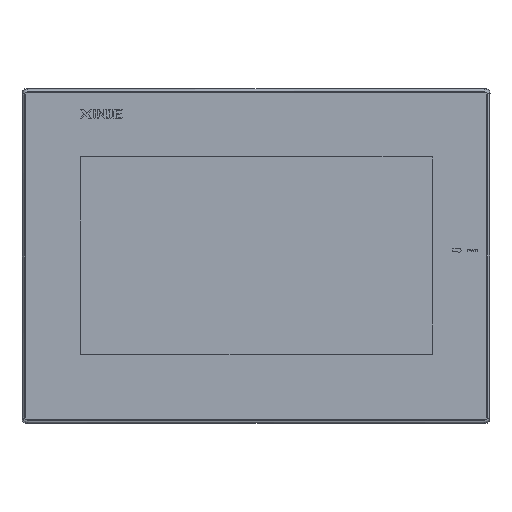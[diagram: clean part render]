
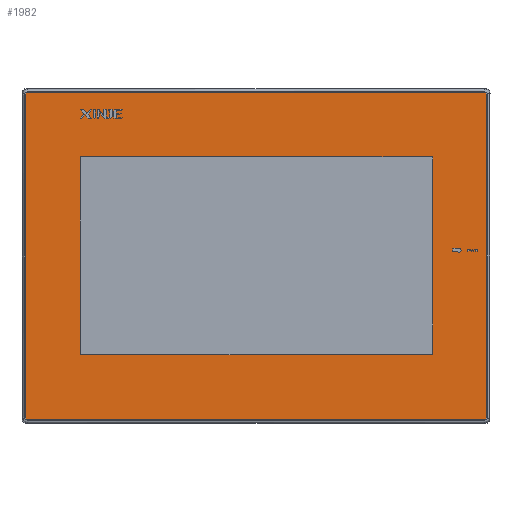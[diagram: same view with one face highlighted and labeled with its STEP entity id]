
A CAD part, front view. The second image highlights one B-rep face of the part: STEP entity #1982.
In plain terms, the highlighted planar face has unit normal (0, -1, 0).
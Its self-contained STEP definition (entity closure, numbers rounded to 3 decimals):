
#79=(
BOUNDED_CURVE()
B_SPLINE_CURVE(2,(#75071,#75072,#75073),.UNSPECIFIED.,.F.,.F.)
B_SPLINE_CURVE_WITH_KNOTS((3,3),(-1.6,0.),
 .UNSPECIFIED.)
CURVE()
GEOMETRIC_REPRESENTATION_ITEM()
RATIONAL_B_SPLINE_CURVE((1.,0.707,1.))
REPRESENTATION_ITEM('')
);
#83=(
BOUNDED_CURVE()
B_SPLINE_CURVE(2,(#75087,#75088,#75089),.UNSPECIFIED.,.F.,.F.)
B_SPLINE_CURVE_WITH_KNOTS((3,3),(142.445,144.045),
 .UNSPECIFIED.)
CURVE()
GEOMETRIC_REPRESENTATION_ITEM()
RATIONAL_B_SPLINE_CURVE((1.,0.707,1.))
REPRESENTATION_ITEM('')
);
#86=(
BOUNDED_CURVE()
B_SPLINE_CURVE(2,(#75101,#75102,#75103),.UNSPECIFIED.,.F.,.F.)
B_SPLINE_CURVE_WITH_KNOTS((3,3),(345.133,346.733),
 .UNSPECIFIED.)
CURVE()
GEOMETRIC_REPRESENTATION_ITEM()
RATIONAL_B_SPLINE_CURVE((1.,0.707,1.))
REPRESENTATION_ITEM('')
);
#89=(
BOUNDED_CURVE()
B_SPLINE_CURVE(2,(#75115,#75116,#75117),.UNSPECIFIED.,.F.,.F.)
B_SPLINE_CURVE_WITH_KNOTS((3,3),(489.179,490.779),
 .UNSPECIFIED.)
CURVE()
GEOMETRIC_REPRESENTATION_ITEM()
RATIONAL_B_SPLINE_CURVE((1.,0.707,1.))
REPRESENTATION_ITEM('')
);
#1982=ADVANCED_FACE('',(#5878),#65285,.T.);
#5878=FACE_OUTER_BOUND('',#9776,.T.);
#9776=EDGE_LOOP('',(#13884,#13885,#13886,#13887,#13888,#13889,#13890,#13891));
#13884=ORIENTED_EDGE('',*,*,#36279,.T.);
#13885=ORIENTED_EDGE('',*,*,#36283,.T.);
#13886=ORIENTED_EDGE('',*,*,#36286,.T.);
#13887=ORIENTED_EDGE('',*,*,#36289,.T.);
#13888=ORIENTED_EDGE('',*,*,#36292,.T.);
#13889=ORIENTED_EDGE('',*,*,#36295,.T.);
#13890=ORIENTED_EDGE('',*,*,#36298,.T.);
#13891=ORIENTED_EDGE('',*,*,#36300,.T.);
#36279=EDGE_CURVE('',#57887,#57886,#79,.T.);
#36283=EDGE_CURVE('',#57886,#57889,#47503,.T.);
#36286=EDGE_CURVE('',#57889,#57891,#83,.T.);
#36289=EDGE_CURVE('',#57891,#57893,#47506,.T.);
#36292=EDGE_CURVE('',#57893,#57895,#86,.T.);
#36295=EDGE_CURVE('',#57895,#57897,#47509,.T.);
#36298=EDGE_CURVE('',#57897,#57899,#89,.T.);
#36300=EDGE_CURVE('',#57899,#57887,#47511,.T.);
#47503=B_SPLINE_CURVE_WITH_KNOTS('',1,(#75080,#75081),.UNSPECIFIED.,.F.,
 .F.,(2,2),(0.,142.445),.UNSPECIFIED.);
#47506=B_SPLINE_CURVE_WITH_KNOTS('',1,(#75094,#75095),.UNSPECIFIED.,.F.,
 .F.,(2,2),(144.045,345.133),.UNSPECIFIED.);
#47509=B_SPLINE_CURVE_WITH_KNOTS('',1,(#75108,#75109),.UNSPECIFIED.,.F.,
 .F.,(2,2),(346.733,489.179),.UNSPECIFIED.);
#47511=B_SPLINE_CURVE_WITH_KNOTS('',1,(#75120,#75121),.UNSPECIFIED.,.F.,
 .F.,(2,2),(490.779,691.867),.UNSPECIFIED.);
#57886=VERTEX_POINT('',#75052);
#57887=VERTEX_POINT('',#75053);
#57889=VERTEX_POINT('',#75055);
#57891=VERTEX_POINT('',#75057);
#57893=VERTEX_POINT('',#75059);
#57895=VERTEX_POINT('',#75061);
#57897=VERTEX_POINT('',#75063);
#57899=VERTEX_POINT('',#75065);
#65285=PLANE('',#68427);
#68427=AXIS2_PLACEMENT_3D('',#75049,#71553,$);
#71553=DIRECTION('',(0.,-1.,0.));
#75049=CARTESIAN_POINT('',(-60.904,-301.85,-133.682));
#75052=CARTESIAN_POINT('',(167.12,-301.85,-114.876));
#75053=CARTESIAN_POINT('',(166.32,-301.85,-115.676));
#75055=CARTESIAN_POINT('',(167.12,-301.85,27.569));
#75057=CARTESIAN_POINT('',(166.32,-301.85,28.369));
#75059=CARTESIAN_POINT('',(-34.768,-301.85,28.369));
#75061=CARTESIAN_POINT('',(-35.568,-301.85,27.569));
#75063=CARTESIAN_POINT('',(-35.568,-301.85,-114.876));
#75065=CARTESIAN_POINT('',(-34.768,-301.85,-115.676));
#75071=CARTESIAN_POINT('',(166.32,-301.85,-115.676));
#75072=CARTESIAN_POINT('',(167.12,-301.85,-115.676));
#75073=CARTESIAN_POINT('',(167.12,-301.85,-114.876));
#75080=CARTESIAN_POINT('',(167.12,-301.85,-114.876));
#75081=CARTESIAN_POINT('',(167.12,-301.85,27.569));
#75087=CARTESIAN_POINT('',(167.12,-301.85,27.569));
#75088=CARTESIAN_POINT('',(167.12,-301.85,28.369));
#75089=CARTESIAN_POINT('',(166.32,-301.85,28.369));
#75094=CARTESIAN_POINT('',(166.32,-301.85,28.369));
#75095=CARTESIAN_POINT('',(-34.768,-301.85,28.369));
#75101=CARTESIAN_POINT('',(-34.768,-301.85,28.369));
#75102=CARTESIAN_POINT('',(-35.568,-301.85,28.369));
#75103=CARTESIAN_POINT('',(-35.568,-301.85,27.569));
#75108=CARTESIAN_POINT('',(-35.568,-301.85,27.569));
#75109=CARTESIAN_POINT('',(-35.568,-301.85,-114.876));
#75115=CARTESIAN_POINT('',(-35.568,-301.85,-114.876));
#75116=CARTESIAN_POINT('',(-35.568,-301.85,-115.676));
#75117=CARTESIAN_POINT('',(-34.768,-301.85,-115.676));
#75120=CARTESIAN_POINT('',(-34.768,-301.85,-115.676));
#75121=CARTESIAN_POINT('',(166.32,-301.85,-115.676));
